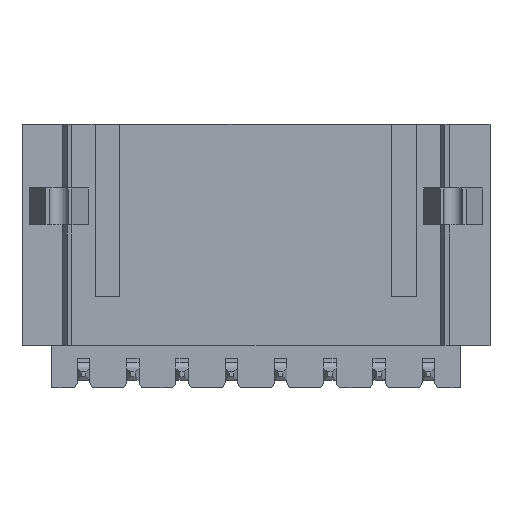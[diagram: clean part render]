
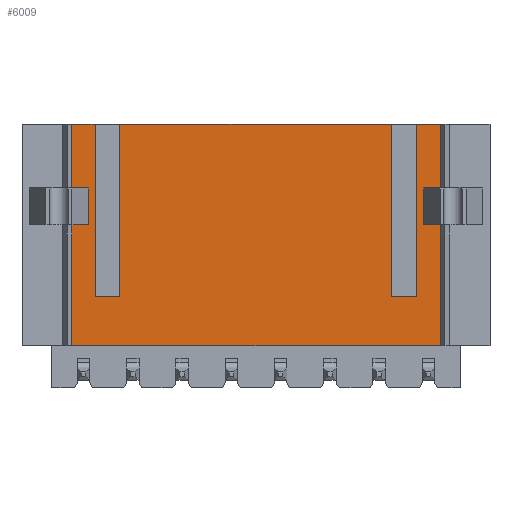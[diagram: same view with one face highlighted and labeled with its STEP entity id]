
A CAD part, front view. The second image highlights one B-rep face of the part: STEP entity #6009.
In plain terms, the highlighted planar face has unit normal (0, -1, 0).
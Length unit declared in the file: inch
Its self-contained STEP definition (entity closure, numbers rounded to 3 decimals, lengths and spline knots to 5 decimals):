
#113=DIRECTION('',(1.,0.,0.));
#114=VECTOR('',#113,0.01877);
#115=CARTESIAN_POINT('',(-0.37377,-0.1,0.02057));
#116=LINE('',#115,#114);
#117=DIRECTION('',(0.,0.,1.));
#118=VECTOR('',#117,0.075);
#119=CARTESIAN_POINT('',(-0.355,-0.1,0.02057));
#120=LINE('',#119,#118);
#121=DIRECTION('',(1.,0.,0.));
#122=VECTOR('',#121,0.01877);
#123=CARTESIAN_POINT('',(-0.37377,-0.1,0.09557));
#124=LINE('',#123,#122);
#125=DIRECTION('',(0.,0.,-1.));
#126=VECTOR('',#125,0.12943);
#127=CARTESIAN_POINT('',(-0.37377,-0.1,0.225));
#128=LINE('',#127,#126);
#129=DIRECTION('',(1.,0.,0.));
#130=VECTOR('',#129,0.04705);
#131=CARTESIAN_POINT('',(-0.37377,-0.1,0.225));
#132=LINE('',#131,#130);
#133=DIRECTION('',(0.,0.,-1.));
#134=VECTOR('',#133,0.35);
#135=CARTESIAN_POINT('',(-0.32672,-0.1,0.225));
#136=LINE('',#135,#134);
#137=DIRECTION('',(1.,0.,0.));
#138=VECTOR('',#137,0.05);
#139=CARTESIAN_POINT('',(-0.32672,-0.1,-0.125));
#140=LINE('',#139,#138);
#141=DIRECTION('',(0.,0.,-1.));
#142=VECTOR('',#141,0.35);
#143=CARTESIAN_POINT('',(-0.27672,-0.1,0.225));
#144=LINE('',#143,#142);
#145=DIRECTION('',(1.,0.,0.));
#146=VECTOR('',#145,0.55172);
#147=CARTESIAN_POINT('',(-0.27672,-0.1,0.225));
#148=LINE('',#147,#146);
#149=DIRECTION('',(0.,0.,-1.));
#150=VECTOR('',#149,0.35);
#151=CARTESIAN_POINT('',(0.275,-0.1,0.225));
#152=LINE('',#151,#150);
#153=DIRECTION('',(-1.,0.,0.));
#154=VECTOR('',#153,0.05);
#155=CARTESIAN_POINT('',(0.325,-0.1,-0.125));
#156=LINE('',#155,#154);
#157=DIRECTION('',(0.,0.,-1.));
#158=VECTOR('',#157,0.35);
#159=CARTESIAN_POINT('',(0.325,-0.1,0.225));
#160=LINE('',#159,#158);
#161=DIRECTION('',(1.,0.,0.));
#162=VECTOR('',#161,0.04877);
#163=CARTESIAN_POINT('',(0.325,-0.1,0.225));
#164=LINE('',#163,#162);
#165=DIRECTION('',(0.,0.,-1.));
#166=VECTOR('',#165,0.12943);
#167=CARTESIAN_POINT('',(0.37377,-0.1,0.225));
#168=LINE('',#167,#166);
#169=DIRECTION('',(1.,0.,0.));
#170=VECTOR('',#169,0.01877);
#171=CARTESIAN_POINT('',(0.355,-0.1,0.09557));
#172=LINE('',#171,#170);
#173=DIRECTION('',(0.,0.,1.));
#174=VECTOR('',#173,0.075);
#175=CARTESIAN_POINT('',(0.355,-0.1,0.02057));
#176=LINE('',#175,#174);
#177=DIRECTION('',(1.,0.,0.));
#178=VECTOR('',#177,0.01877);
#179=CARTESIAN_POINT('',(0.355,-0.1,0.02057));
#180=LINE('',#179,#178);
#181=DIRECTION('',(0.,0.,-1.));
#182=VECTOR('',#181,0.24557);
#183=CARTESIAN_POINT('',(0.37377,-0.1,0.02057));
#184=LINE('',#183,#182);
#185=DIRECTION('',(0.,0.,-1.));
#186=VECTOR('',#185,0.24557);
#187=CARTESIAN_POINT('',(-0.37377,-0.1,0.02057));
#188=LINE('',#187,#186);
#469=DIRECTION('',(1.,0.,0.));
#470=VECTOR('',#469,0.74754);
#471=CARTESIAN_POINT('',(-0.37377,-0.1,-0.225));
#472=LINE('',#471,#470);
#4513=CARTESIAN_POINT('',(0.325,-0.1,0.225));
#4515=VERTEX_POINT('',#4513);
#4517=CARTESIAN_POINT('',(0.275,-0.1,0.225));
#4519=VERTEX_POINT('',#4517);
#4521=CARTESIAN_POINT('',(0.325,-0.1,-0.125));
#4522=VERTEX_POINT('',#4521);
#4523=CARTESIAN_POINT('',(0.275,-0.1,-0.125));
#4524=VERTEX_POINT('',#4523);
#4723=CARTESIAN_POINT('',(-0.37377,-0.1,-0.225));
#4724=CARTESIAN_POINT('',(0.37377,-0.1,-0.225));
#4725=VERTEX_POINT('',#4723);
#4726=VERTEX_POINT('',#4724);
#4729=CARTESIAN_POINT('',(-0.37377,-0.1,0.225));
#4731=VERTEX_POINT('',#4729);
#4739=CARTESIAN_POINT('',(0.37377,-0.1,0.225));
#4740=VERTEX_POINT('',#4739);
#5025=CARTESIAN_POINT('',(-0.32672,-0.1,0.225));
#5027=VERTEX_POINT('',#5025);
#5029=CARTESIAN_POINT('',(-0.27672,-0.1,0.225));
#5031=VERTEX_POINT('',#5029);
#5033=CARTESIAN_POINT('',(-0.32672,-0.1,-0.125));
#5034=CARTESIAN_POINT('',(-0.27672,-0.1,-0.125));
#5035=VERTEX_POINT('',#5033);
#5036=VERTEX_POINT('',#5034);
#5189=CARTESIAN_POINT('',(-0.37377,-0.1,0.02057));
#5190=CARTESIAN_POINT('',(-0.355,-0.1,0.02057));
#5191=VERTEX_POINT('',#5189);
#5192=VERTEX_POINT('',#5190);
#5193=CARTESIAN_POINT('',(0.355,-0.1,0.02057));
#5194=CARTESIAN_POINT('',(0.37377,-0.1,0.02057));
#5195=VERTEX_POINT('',#5193);
#5196=VERTEX_POINT('',#5194);
#5205=CARTESIAN_POINT('',(-0.37377,-0.1,0.09557));
#5206=CARTESIAN_POINT('',(-0.355,-0.1,0.09557));
#5207=VERTEX_POINT('',#5205);
#5208=VERTEX_POINT('',#5206);
#5209=CARTESIAN_POINT('',(0.355,-0.1,0.09557));
#5210=CARTESIAN_POINT('',(0.37377,-0.1,0.09557));
#5211=VERTEX_POINT('',#5209);
#5212=VERTEX_POINT('',#5210);
#5966=CARTESIAN_POINT('',(-0.45015,-0.1,0.225));
#5967=DIRECTION('',(0.,-1.,0.));
#5968=DIRECTION('',(0.,0.,-1.));
#5969=AXIS2_PLACEMENT_3D('',#5966,#5967,#5968);
#5970=PLANE('',#5969);
#5972=ORIENTED_EDGE('',*,*,#5971,.T.);
#5974=ORIENTED_EDGE('',*,*,#5973,.T.);
#5976=ORIENTED_EDGE('',*,*,#5975,.F.);
#5978=ORIENTED_EDGE('',*,*,#5977,.F.);
#5979=ORIENTED_EDGE('',*,*,#5895,.T.);
#5981=ORIENTED_EDGE('',*,*,#5980,.T.);
#5983=ORIENTED_EDGE('',*,*,#5982,.T.);
#5984=ORIENTED_EDGE('',*,*,#5932,.F.);
#5985=ORIENTED_EDGE('',*,*,#5855,.T.);
#5987=ORIENTED_EDGE('',*,*,#5986,.T.);
#5989=ORIENTED_EDGE('',*,*,#5988,.F.);
#5991=ORIENTED_EDGE('',*,*,#5990,.F.);
#5992=ORIENTED_EDGE('',*,*,#5871,.T.);
#5994=ORIENTED_EDGE('',*,*,#5993,.T.);
#5996=ORIENTED_EDGE('',*,*,#5995,.F.);
#5998=ORIENTED_EDGE('',*,*,#5997,.F.);
#6000=ORIENTED_EDGE('',*,*,#5999,.T.);
#6002=ORIENTED_EDGE('',*,*,#6001,.T.);
#6004=ORIENTED_EDGE('',*,*,#6003,.F.);
#6006=ORIENTED_EDGE('',*,*,#6005,.F.);
#6007=EDGE_LOOP('',(#5972,#5974,#5976,#5978,#5979,#5981,#5983,#5984,#5985,#5987,
#5989,#5991,#5992,#5994,#5996,#5998,#6000,#6002,#6004,#6006));
#6008=FACE_OUTER_BOUND('',#6007,.F.);
#6009=ADVANCED_FACE('',(#6008),#5970,.T.);
#5855=EDGE_CURVE('',#5031,#4519,#148,.T.);
#5871=EDGE_CURVE('',#4515,#4740,#164,.T.);
#5895=EDGE_CURVE('',#4731,#5027,#132,.T.);
#5932=EDGE_CURVE('',#5031,#5036,#144,.T.);
#5971=EDGE_CURVE('',#5191,#5192,#116,.T.);
#5973=EDGE_CURVE('',#5192,#5208,#120,.T.);
#5975=EDGE_CURVE('',#5207,#5208,#124,.T.);
#5977=EDGE_CURVE('',#4731,#5207,#128,.T.);
#5980=EDGE_CURVE('',#5027,#5035,#136,.T.);
#5982=EDGE_CURVE('',#5035,#5036,#140,.T.);
#5986=EDGE_CURVE('',#4519,#4524,#152,.T.);
#5988=EDGE_CURVE('',#4522,#4524,#156,.T.);
#5990=EDGE_CURVE('',#4515,#4522,#160,.T.);
#5993=EDGE_CURVE('',#4740,#5212,#168,.T.);
#5995=EDGE_CURVE('',#5211,#5212,#172,.T.);
#5997=EDGE_CURVE('',#5195,#5211,#176,.T.);
#5999=EDGE_CURVE('',#5195,#5196,#180,.T.);
#6001=EDGE_CURVE('',#5196,#4726,#184,.T.);
#6003=EDGE_CURVE('',#4725,#4726,#472,.T.);
#6005=EDGE_CURVE('',#5191,#4725,#188,.T.);
